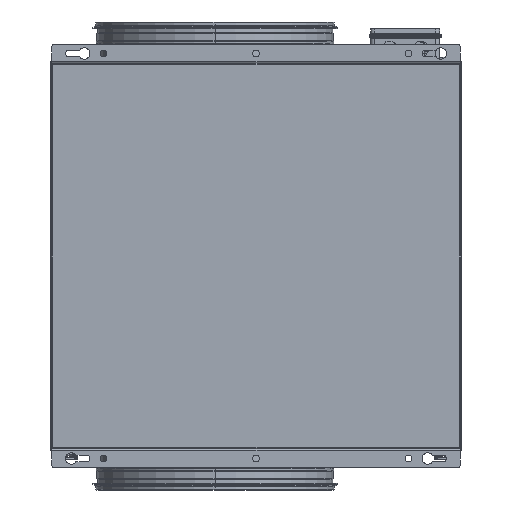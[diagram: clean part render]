
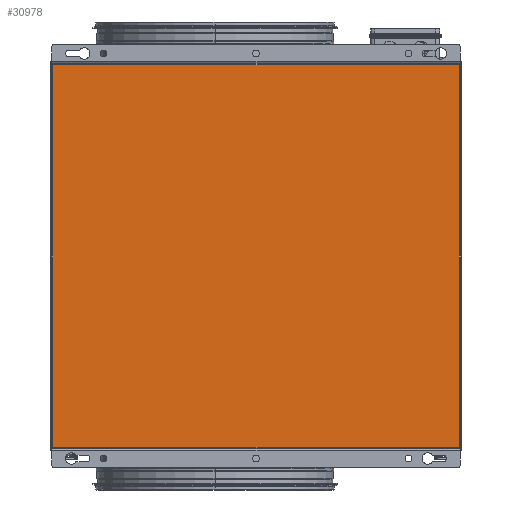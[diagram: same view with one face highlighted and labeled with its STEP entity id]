
A CAD part, front view. The second image highlights one B-rep face of the part: STEP entity #30978.
In plain terms, the highlighted planar face has unit normal (0, -1, 0).
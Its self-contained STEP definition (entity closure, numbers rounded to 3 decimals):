
#4247 = LINE ( 'NONE', #7724, #4362 ) ;
#4362 = VECTOR ( 'NONE', #6720, 1000. ) ;
#4434 = VECTOR ( 'NONE', #7445, 1000. ) ;
#4444 = LINE ( 'NONE', #7183, #4434 ) ;
#4833 = DIRECTION ( 'NONE',  ( 1., 0., 0. ) ) ;
#4883 = CARTESIAN_POINT ( 'NONE',  ( 270., 0., 252. ) ) ;
#6720 = DIRECTION ( 'NONE',  ( 0., 0., -1. ) ) ;
#6761 = CARTESIAN_POINT ( 'NONE',  ( -268., 0., 252. ) ) ;
#6889 = CARTESIAN_POINT ( 'NONE',  ( 268., 0., 252. ) ) ;
#6943 = CARTESIAN_POINT ( 'NONE',  ( 268., 0., -252. ) ) ;
#7036 = CARTESIAN_POINT ( 'NONE',  ( -268., 0., -252. ) ) ;
#7183 = CARTESIAN_POINT ( 'NONE',  ( 268., 0., -252. ) ) ;
#7445 = DIRECTION ( 'NONE',  ( 0., 0., 1. ) ) ;
#7724 = CARTESIAN_POINT ( 'NONE',  ( -268., 0., 252. ) ) ;
#8164 = DIRECTION ( 'NONE',  ( 0., 1., 0. ) ) ;
#8170 = DIRECTION ( 'NONE',  ( 0., 0., -1. ) ) ;
#8176 = PLANE ( 'NONE',  #28857 ) ;
#8180 = CARTESIAN_POINT ( 'NONE',  ( 270., 0., -252. ) ) ;
#11381 = VERTEX_POINT ( 'NONE', #6761 ) ;
#11590 = VERTEX_POINT ( 'NONE', #6889 ) ;
#11692 = VERTEX_POINT ( 'NONE', #6943 ) ;
#11782 = VERTEX_POINT ( 'NONE', #7036 ) ;
#12290 = EDGE_LOOP ( 'NONE', ( #21047, #21298, #21794, #21766 ) ) ;
#13669 = LINE ( 'NONE', #24311, #13819 ) ;
#13819 = VECTOR ( 'NONE', #23951, 1000. ) ;
#17881 = FACE_OUTER_BOUND ( 'NONE', #12290, .T. ) ;
#18205 = LINE ( 'NONE', #4883, #18213 ) ;
#18213 = VECTOR ( 'NONE', #4833, 1000. ) ;
#18773 = EDGE_CURVE ( 'NONE', #11692, #11590, #4444, .T. ) ;
#18847 = EDGE_CURVE ( 'NONE', #11381, #11782, #4247, .T. ) ;
#19735 = EDGE_CURVE ( 'NONE', #11692, #11782, #13669, .T. ) ;
#20836 = EDGE_CURVE ( 'NONE', #11381, #11590, #18205, .T. ) ;
#21047 = ORIENTED_EDGE ( 'NONE', *, *, #18847, .T. ) ;
#21298 = ORIENTED_EDGE ( 'NONE', *, *, #19735, .F. ) ;
#21766 = ORIENTED_EDGE ( 'NONE', *, *, #20836, .F. ) ;
#21794 = ORIENTED_EDGE ( 'NONE', *, *, #18773, .T. ) ;
#23951 = DIRECTION ( 'NONE',  ( -1., 0., 0. ) ) ;
#24311 = CARTESIAN_POINT ( 'NONE',  ( 270., 0., -252. ) ) ;
#28857 = AXIS2_PLACEMENT_3D ( 'NONE', #8180, #8164, #8170 ) ;
#30978 = ADVANCED_FACE ( 'NONE', ( #17881 ), #8176, .F. ) ;
